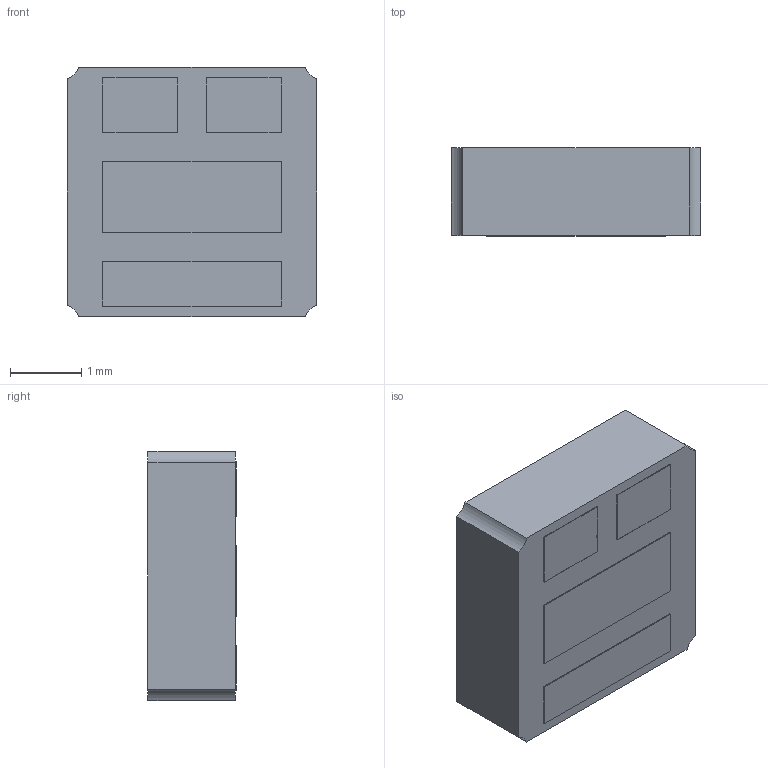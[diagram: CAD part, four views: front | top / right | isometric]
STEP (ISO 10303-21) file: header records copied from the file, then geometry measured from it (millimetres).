
FILE_DESCRIPTION((''),'2;1');
FILE_NAME('UDN1ZE65_230227_SW0001','2023-12-20T',('STJ945188'),('Nihon Parametric Technology K.K.'),'CREO PARAMETRIC BY PTC INC, 2017480','CREO PARAMETRIC BY PTC INC, 2017480','');
FILE_SCHEMA(('CONFIG_CONTROL_DESIGN'));
Length unit declared in the file: millimetre
Products named in the file (1): UDN1ZE65_230227_SW0001
Bounding box: 3.5 x 1.24 x 3.5 mm (x, y, z)
Volume: 12.9 mm3; surface area: 49 mm2
Topology: 1 solids, 1 shells, 61 faces, 156 edges, 104 vertices
Faces by surface type: plane 43, cylinder 18
Entity records: 1884 total; most frequent: CARTESIAN_POINT 321, DIRECTION 314, ORIENTED_EDGE 312, EDGE_CURVE 156, VECTOR 120, LINE 120, VERTEX_POINT 104, AXIS2_PLACEMENT_3D 97
